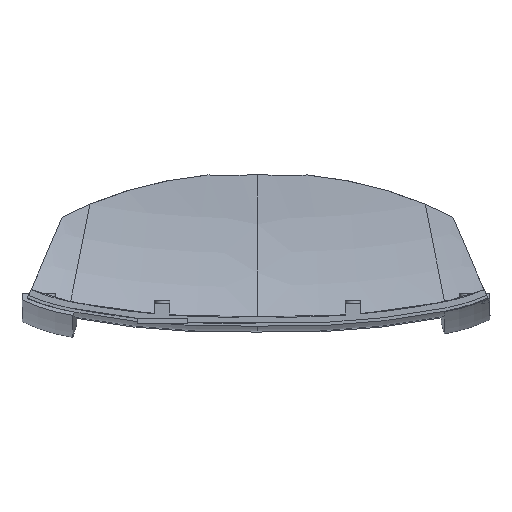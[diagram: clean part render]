
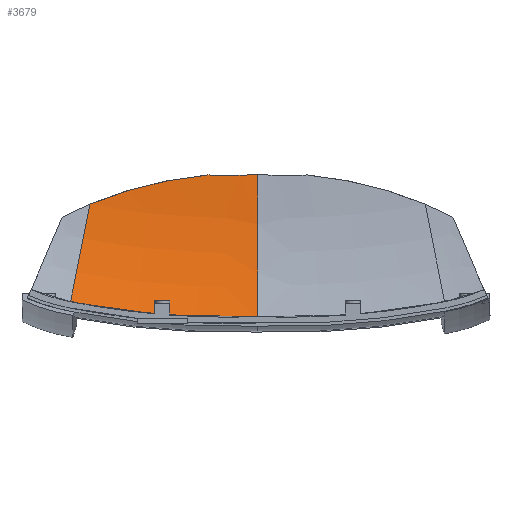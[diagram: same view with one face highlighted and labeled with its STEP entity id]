
A CAD part, top view. The second image highlights one B-rep face of the part: STEP entity #3679.
In plain terms, the highlighted toroidal (fillet/blend) face has major radius 13247.5 mm and minor radius 7748.78 mm.
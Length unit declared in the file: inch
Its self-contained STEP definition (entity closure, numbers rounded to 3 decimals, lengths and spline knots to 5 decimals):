
#369=CARTESIAN_POINT('',(-143.92037,16.38856,-139.58031));
#370=CARTESIAN_POINT('',(-143.99625,16.10202,-139.4435));
#371=CARTESIAN_POINT('',(-144.14787,15.52936,-139.16893));
#372=CARTESIAN_POINT('',(-144.29921,14.95755,-138.89247));
#373=CARTESIAN_POINT('',(-144.3748,14.67185,-138.75376));
#405=CARTESIAN_POINT('',(-148.71298,17.89209,-139.84191));
#406=CARTESIAN_POINT('',(-148.18,17.72509,-139.81397));
#407=CARTESIAN_POINT('',(-147.11436,17.39106,-139.75735));
#408=CARTESIAN_POINT('',(-145.51682,16.88988,-139.67015));
#409=CARTESIAN_POINT('',(-144.45242,16.55568,-139.61051));
#410=CARTESIAN_POINT('',(-143.92037,16.38856,-139.58031));
#426=CARTESIAN_POINT('',(-39.47128,118.86197,-167.43841));
#427=CARTESIAN_POINT('',(-47.69817,118.11622,-167.39079));
#428=CARTESIAN_POINT('',(-64.01592,115.99219,-167.23981));
#429=CARTESIAN_POINT('',(-87.91681,110.99215,-166.72785));
#430=CARTESIAN_POINT('',(-111.19801,104.23748,-165.74659));
#431=CARTESIAN_POINT('',(-126.16795,98.63816,-164.63445));
#432=CARTESIAN_POINT('',(-133.49821,95.58196,-163.92474));
#434=CARTESIAN_POINT('',(-23.1,654.72816,-138.75376));
#435=DIRECTION('',(0.,0.,1.));
#436=DIRECTION('',(-0.186,-0.983,0.));
#437=AXIS2_PLACEMENT_3D('',#434,#435,#436);
#439=CARTESIAN_POINT('',(-124.12612,143.04985,137.28394));
#440=DIRECTION('',(0.981,-0.194,0.));
#441=DIRECTION('',(-0.082,-0.416,-0.905));
#442=AXIS2_PLACEMENT_3D('',#439,#440,#441);
#496=CARTESIAN_POINT('',(-149.20233,16.04354,-138.9556));
#498=CARTESIAN_POINT('',(-149.20233,16.04354,-138.9556));
#499=CARTESIAN_POINT('',(-149.12094,16.35115,-139.10442));
#500=CARTESIAN_POINT('',(-148.95798,16.96685,-139.40095));
#501=CARTESIAN_POINT('',(-148.7947,17.58351,-139.69529));
#502=CARTESIAN_POINT('',(-148.71298,17.89209,-139.84191));
#1262=CARTESIAN_POINT('',(0.,3.69356,
-138.75376));
#1263=CARTESIAN_POINT('',(0.,15.72675,
-144.41235));
#1264=CARTESIAN_POINT('',(0.,40.53476,
-154.15511));
#1265=CARTESIAN_POINT('',(0.,79.32754,
-163.79693));
#1266=CARTESIAN_POINT('',(0.,105.82017,
-166.80401));
#1267=CARTESIAN_POINT('',(0.,119.10984,
-167.43841));
#2043=CARTESIAN_POINT('',(0.,3.69356,
-138.75376));
#2333=CARTESIAN_POINT('',(-23.1,654.72816,-167.43841));
#2334=DIRECTION('',(0.,0.,1.));
#2335=DIRECTION('',(-0.031,-1.,0.));
#2336=AXIS2_PLACEMENT_3D('',#2333,#2334,#2335);
#2830=VERTEX_POINT('',#2043);
#2831=VERTEX_POINT('',#1267);
#2846=VERTEX_POINT('',#496);
#2847=VERTEX_POINT('',#502);
#2852=VERTEX_POINT('',#369);
#2853=VERTEX_POINT('',#373);
#2890=VERTEX_POINT('',#426);
#2891=VERTEX_POINT('',#432);
#3658=CARTESIAN_POINT('',(-23.1,654.72816,137.28394));
#3659=DIRECTION('',(0.,0.,1.));
#3660=DIRECTION('',(0.194,0.981,0.));
#3661=AXIS2_PLACEMENT_3D('',#3658,#3659,#3660);
#3662=TOROIDAL_SURFACE('',#3661,521.55629,305.07);
#3664=ORIENTED_EDGE('',*,*,#3663,.F.);
#3666=ORIENTED_EDGE('',*,*,#3665,.T.);
#3668=ORIENTED_EDGE('',*,*,#3667,.F.);
#3670=ORIENTED_EDGE('',*,*,#3669,.F.);
#3671=ORIENTED_EDGE('',*,*,#3610,.F.);
#3672=ORIENTED_EDGE('',*,*,#3648,.F.);
#3674=ORIENTED_EDGE('',*,*,#3673,.F.);
#3676=ORIENTED_EDGE('',*,*,#3675,.T.);
#3677=EDGE_LOOP('',(#3664,#3666,#3668,#3670,#3671,#3672,#3674,#3676));
#3678=FACE_OUTER_BOUND('',#3677,.F.);
#3679=ADVANCED_FACE('',(#3678),#3662,.F.);
#374=B_SPLINE_CURVE_WITH_KNOTS('',3,(#369,#370,#371,#372,#373),.UNSPECIFIED.,
.F.,.F.,(4,1,4),(0.,0.5,1.),.UNSPECIFIED.);
#411=B_SPLINE_CURVE_WITH_KNOTS('',3,(#405,#406,#407,#408,#409,#410),
.UNSPECIFIED.,.F.,.F.,(4,1,1,4),(0.,0.33333,0.66667,1.),
.UNSPECIFIED.);
#433=B_SPLINE_CURVE_WITH_KNOTS('',3,(#426,#427,#428,#429,#430,#431,#432),
.UNSPECIFIED.,.F.,.F.,(4,1,1,1,4),(0.,0.25,0.5,0.75,1.),
.UNSPECIFIED.);
#438=CIRCLE('',#437,651.44428);
#443=CIRCLE('',#442,305.07);
#503=B_SPLINE_CURVE_WITH_KNOTS('',3,(#498,#499,#500,#501,#502),.UNSPECIFIED.,
.F.,.F.,(4,1,4),(0.,0.5,1.),.UNSPECIFIED.);
#1268=B_SPLINE_CURVE_WITH_KNOTS('',3,(#1262,#1263,#1264,#1265,#1266,#1267),
.UNSPECIFIED.,.F.,.F.,(4,1,1,4),(0.,0.33333,0.66667,1.),
.UNSPECIFIED.);
#2337=CIRCLE('',#2336,536.11621);
#3610=EDGE_CURVE('',#2852,#2853,#374,.T.);
#3648=EDGE_CURVE('',#2847,#2852,#411,.T.);
#3663=EDGE_CURVE('',#2890,#2891,#433,.T.);
#3665=EDGE_CURVE('',#2890,#2831,#2337,.T.);
#3667=EDGE_CURVE('',#2830,#2831,#1268,.T.);
#3669=EDGE_CURVE('',#2853,#2830,#438,.T.);
#3673=EDGE_CURVE('',#2846,#2847,#503,.T.);
#3675=EDGE_CURVE('',#2846,#2891,#443,.T.);
